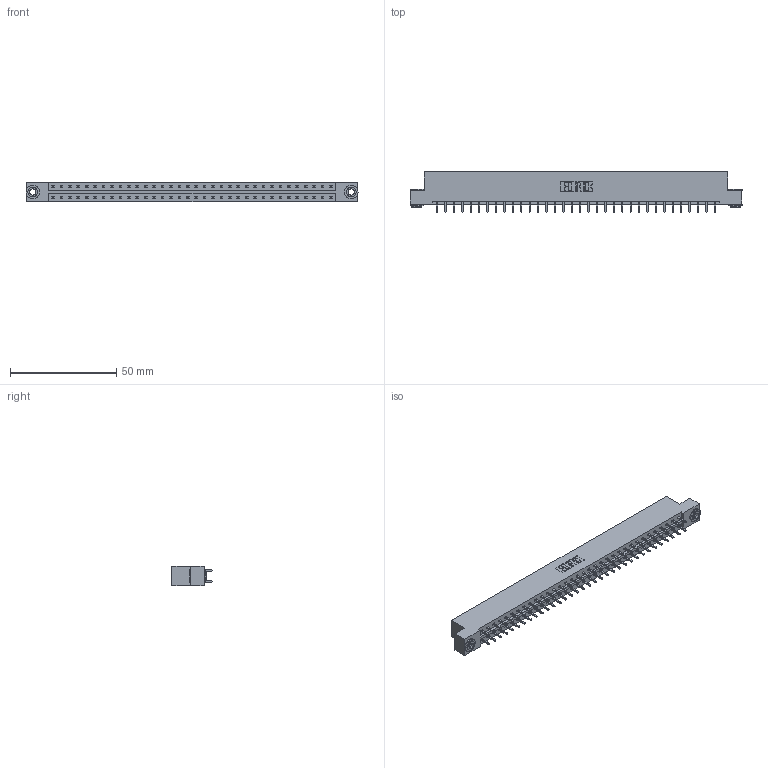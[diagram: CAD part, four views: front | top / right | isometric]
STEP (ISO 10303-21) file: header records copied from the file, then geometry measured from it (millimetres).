
FILE_DESCRIPTION (( 'STEP AP203' ), '1' );
FILE_NAME ('833-068-521-203.STEP', '2020-06-05T10:11:24', ( '' ), ( '' ), 'SwSTEP 2.0', 'SolidWorks 2020', '' );
FILE_SCHEMA (( 'CONFIG_CONTROL_DESIGN' ));
Length unit declared in the file: inch
Products named in the file (4): 345-250-002_345-250-002-102; 345-292-001_345-293-121; 833-068-521-203; 833 Part_Flush - .156 Dia - TH
Assembly tree (71 placements, depth 2):
  833-068-521-203
    833 Part_Flush - .156 Dia - TH
    345-292-001_345-293-121  x68
    345-250-002_345-250-002-102  x2
Bounding box: 156.26 x 19.06 x 9.4 mm (x, y, z)
Volume: 15870.2 mm3; surface area: 18701.8 mm2
Topology: 71 solids, 71 shells, 3688 faces, 10927 edges, 7190 vertices
Faces by surface type: plane 2528, cylinder 1152, cone 8
Entity records: 23576 total; most frequent: CARTESIAN_POINT 3893, ORIENTED_EDGE 3822, DIRECTION 3373, EDGE_CURVE 1911, VECTOR 1759, LINE 1759, VERTEX_POINT 1270, AXIS2_PLACEMENT_3D 807
